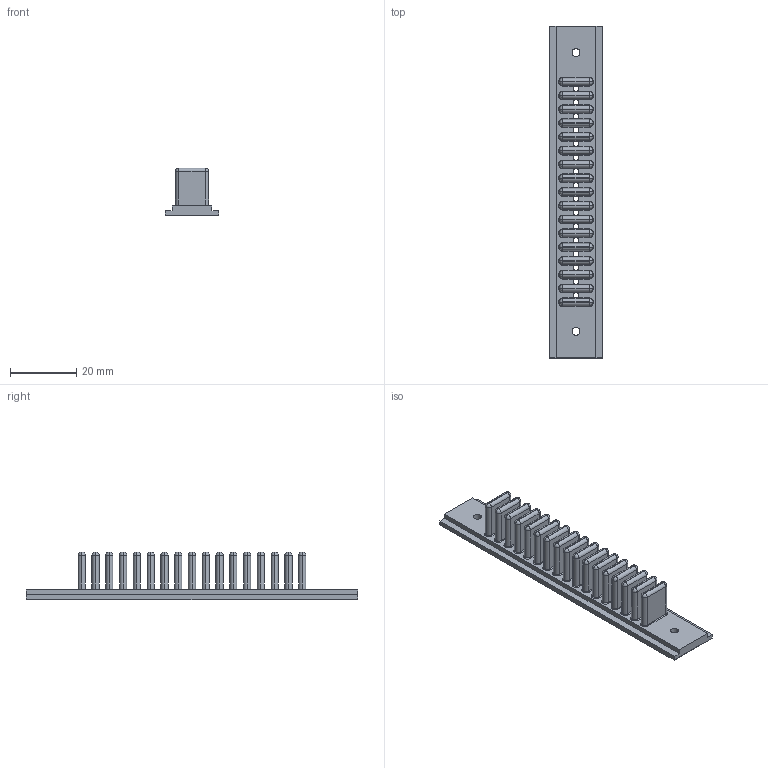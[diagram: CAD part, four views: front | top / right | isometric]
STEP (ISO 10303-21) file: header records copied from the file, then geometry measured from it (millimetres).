
FILE_DESCRIPTION (( 'STEP AP203' ), '1' );
FILE_NAME ('SB_B2R3p3.STEP', '2021-03-31T08:38:27', ( '' ), ( '' ), 'SwSTEP 2.0', 'SolidWorks 2020', '' );
FILE_SCHEMA (( 'CONFIG_CONTROL_DESIGN' ));
Length unit declared in the file: millimetre
Products named in the file (1): SB_B2R3p3
Bounding box: 16 x 100 x 14.4 mm (x, y, z)
Volume: 7868.3 mm3; surface area: 8406 mm2
Topology: 1 solids, 1 shells, 363 faces, 953 edges, 579 vertices
Faces by surface type: cylinder 169, torus 127, plane 67
Entity records: 11542 total; most frequent: DIRECTION 2231, CARTESIAN_POINT 2056, ORIENTED_EDGE 1906, EDGE_CURVE 953, AXIS2_PLACEMENT_3D 946, CIRCLE 582, VERTEX_POINT 579, EDGE_LOOP 386
